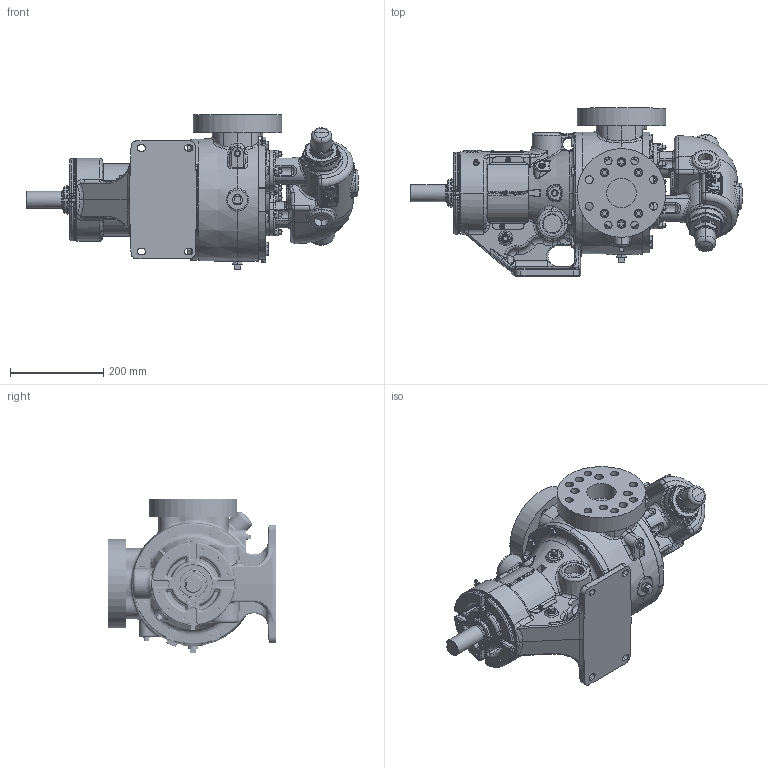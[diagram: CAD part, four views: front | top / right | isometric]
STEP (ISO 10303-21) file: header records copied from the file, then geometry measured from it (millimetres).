
FILE_DESCRIPTION (( 'STEP AP214' ), '1' );
FILE_NAME ('LV-4798.step', '2025-12-05T06:19:48', ( '' ), ( '' ), 'SwSTEP 2.0', 'SolidWorks 2024', '' );
FILE_SCHEMA (( 'AUTOMOTIVE_DESIGN' ));
Length unit declared in the file: inch
Products named in the file (1): LV-4798
Bounding box: 712.71 x 360.36 x 331.53 mm (x, y, z)
Volume: 20365122.7 mm3; surface area: 1066137.4 mm2
Topology: 1 solids, 1 shells, 5624 faces, 14382 edges, 8965 vertices
Faces by surface type: plane 1838, bspline 1737, cylinder 971, cone 800, torus 180, sphere 98
Entity records: 261259 total; most frequent: CARTESIAN_POINT 139427, ORIENTED_EDGE 28546, DIRECTION 20578, EDGE_CURVE 14273, VERTEX_POINT 8962, AXIS2_PLACEMENT_3D 7627, EDGE_LOOP 5991, FACE_OUTER_BOUND 5624
